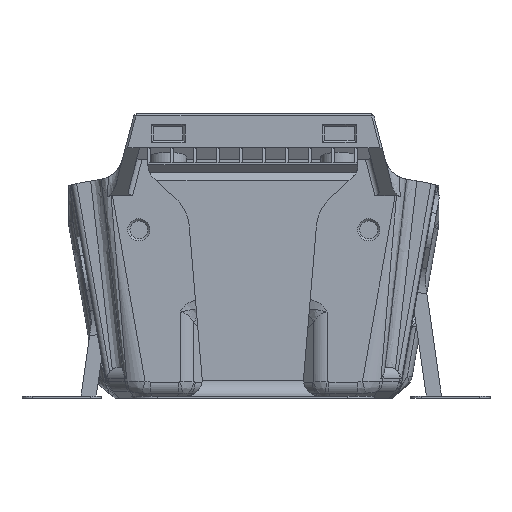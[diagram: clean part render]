
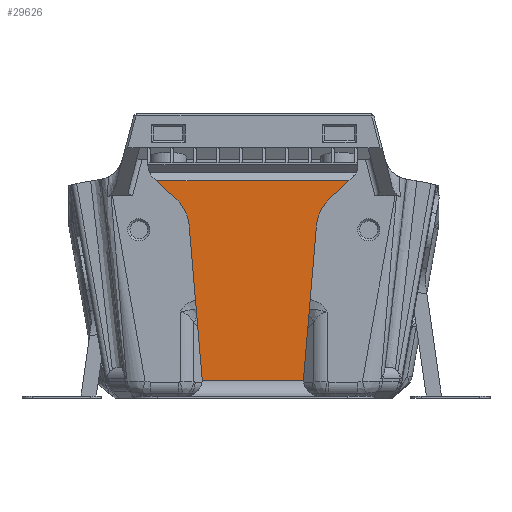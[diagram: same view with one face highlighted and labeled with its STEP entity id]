
A CAD part, front view. The second image highlights one B-rep face of the part: STEP entity #29626.
In plain terms, the highlighted planar face has unit normal (0, -1, 0).
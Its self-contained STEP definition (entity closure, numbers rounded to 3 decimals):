
#1347=CIRCLE('',#31540,3.);
#1348=CIRCLE('',#31541,3.);
#1349=CIRCLE('',#31542,8.);
#1350=CIRCLE('',#31543,8.);
#3976=ORIENTED_EDGE('',*,*,#12549,.T.);
#3977=ORIENTED_EDGE('',*,*,#12550,.T.);
#3978=ORIENTED_EDGE('',*,*,#12551,.T.);
#3979=ORIENTED_EDGE('',*,*,#12547,.F.);
#3980=ORIENTED_EDGE('',*,*,#12552,.T.);
#3981=ORIENTED_EDGE('',*,*,#12553,.T.);
#3982=ORIENTED_EDGE('',*,*,#12554,.F.);
#3983=ORIENTED_EDGE('',*,*,#12555,.F.);
#3984=ORIENTED_EDGE('',*,*,#12556,.T.);
#3985=ORIENTED_EDGE('',*,*,#12557,.T.);
#12547=EDGE_CURVE('',#16922,#16923,#19740,.T.);
#12549=EDGE_CURVE('',#16924,#16925,#1347,.T.);
#12550=EDGE_CURVE('',#16925,#16926,#19742,.F.);
#12551=EDGE_CURVE('',#16926,#16923,#1348,.T.);
#12552=EDGE_CURVE('',#16922,#16927,#1349,.T.);
#12553=EDGE_CURVE('',#16927,#16928,#19743,.T.);
#12554=EDGE_CURVE('',#16929,#16928,#19744,.T.);
#12555=EDGE_CURVE('',#16930,#16929,#19745,.T.);
#12556=EDGE_CURVE('',#16930,#16931,#1350,.T.);
#12557=EDGE_CURVE('',#16931,#16924,#19746,.T.);
#16922=VERTEX_POINT('',#45329);
#16923=VERTEX_POINT('',#45331);
#16924=VERTEX_POINT('',#45335);
#16925=VERTEX_POINT('',#45336);
#16926=VERTEX_POINT('',#45338);
#16927=VERTEX_POINT('',#45341);
#16928=VERTEX_POINT('',#45343);
#16929=VERTEX_POINT('',#45345);
#16930=VERTEX_POINT('',#45347);
#16931=VERTEX_POINT('',#45349);
#19740=LINE('',#45330,#22364);
#19742=LINE('',#45337,#22366);
#19743=LINE('',#45342,#22367);
#19744=LINE('',#45344,#22368);
#19745=LINE('',#45346,#22369);
#19746=LINE('',#45350,#22370);
#22364=VECTOR('',#34742,1000.);
#22366=VECTOR('',#34748,1000.);
#22367=VECTOR('',#34753,1000.);
#22368=VECTOR('',#34754,1000.);
#22369=VECTOR('',#34755,1000.);
#22370=VECTOR('',#34758,1000.);
#24973=EDGE_LOOP('',(#3976,#3977,#3978,#3979,#3980,#3981,#3982,#3983,#3984,
#3985));
#26844=FACE_BOUND('',#24973,.T.);
#28588=PLANE('',#31539);
#29626=ADVANCED_FACE('',(#26844),#28588,.F.);
#31539=AXIS2_PLACEMENT_3D('',#45333,#34744,#34745);
#31540=AXIS2_PLACEMENT_3D('',#45334,#34746,#34747);
#31541=AXIS2_PLACEMENT_3D('',#45339,#34749,#34750);
#31542=AXIS2_PLACEMENT_3D('',#45340,#34751,#34752);
#31543=AXIS2_PLACEMENT_3D('',#45348,#34756,#34757);
#34742=DIRECTION('',(-0.084,0.,-0.996));
#34744=DIRECTION('',(0.,1.,0.));
#34745=DIRECTION('',(0.,0.,1.));
#34746=DIRECTION('',(0.,1.,0.));
#34747=DIRECTION('',(0.,0.,1.));
#34748=DIRECTION('',(-1.,0.,0.));
#34749=DIRECTION('',(0.,1.,0.));
#34750=DIRECTION('',(0.,0.,1.));
#34751=DIRECTION('',(0.,1.,0.));
#34752=DIRECTION('',(0.,0.,1.));
#34753=DIRECTION('',(0.731,0.,0.682));
#34754=DIRECTION('',(1.,0.,0.));
#34755=DIRECTION('',(-0.731,0.,0.682));
#34756=DIRECTION('',(0.,1.,0.));
#34757=DIRECTION('',(0.,0.,1.));
#34758=DIRECTION('',(0.084,0.,-0.996));
#45329=CARTESIAN_POINT('',(11.856,-32.314,32.579));
#45330=CARTESIAN_POINT('',(36.482,-32.314,324.724));
#45331=CARTESIAN_POINT('',(9.418,-32.314,3.652));
#45333=CARTESIAN_POINT('',(0.,-32.314,327.8));
#45334=CARTESIAN_POINT('',(-12.767,-32.314,3.4));
#45335=CARTESIAN_POINT('',(-9.777,-32.314,3.652));
#45336=CARTESIAN_POINT('',(-9.767,-32.314,3.4));
#45337=CARTESIAN_POINT('',(9.143,-32.314,3.4));
#45338=CARTESIAN_POINT('',(9.407,-32.314,3.4));
#45339=CARTESIAN_POINT('',(12.407,-32.314,3.4));
#45340=CARTESIAN_POINT('',(19.828,-32.314,31.907));
#45341=CARTESIAN_POINT('',(14.372,-32.314,37.757));
#45342=CARTESIAN_POINT('',(16.736,-32.314,39.963));
#45343=CARTESIAN_POINT('',(17.982,-32.314,41.124));
#45344=CARTESIAN_POINT('',(-65.369,-32.314,41.124));
#45345=CARTESIAN_POINT('',(-18.341,-32.314,41.124));
#45346=CARTESIAN_POINT('',(-17.096,-32.314,39.963));
#45347=CARTESIAN_POINT('',(-14.731,-32.314,37.757));
#45348=CARTESIAN_POINT('',(-20.187,-32.314,31.907));
#45349=CARTESIAN_POINT('',(-12.216,-32.314,32.579));
#45350=CARTESIAN_POINT('',(-36.839,-32.314,324.694));
